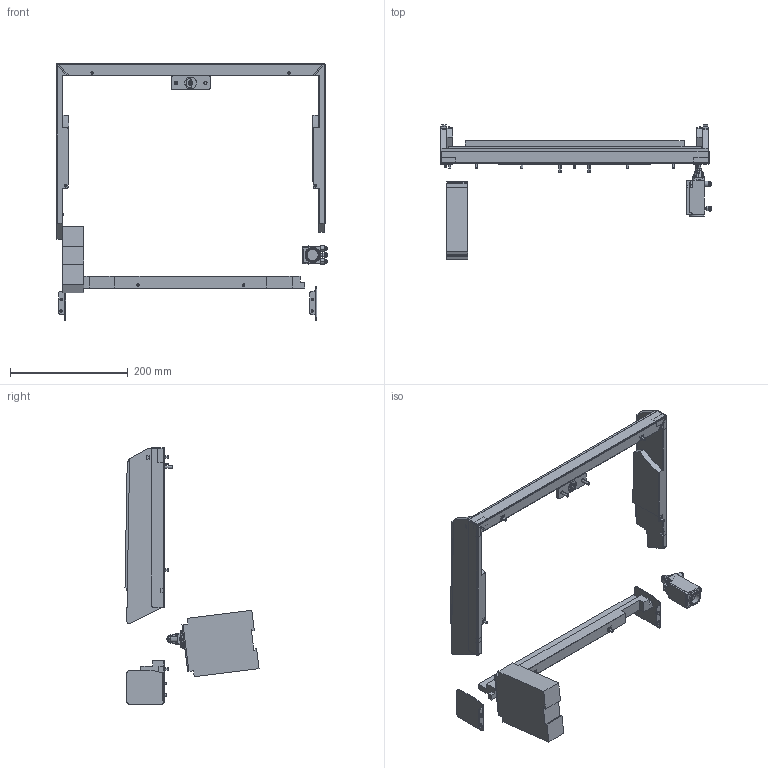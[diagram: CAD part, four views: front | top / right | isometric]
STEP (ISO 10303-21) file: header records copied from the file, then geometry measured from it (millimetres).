
FILE_DESCRIPTION (( 'STEP AP214' ), '1' );
FILE_NAME ('INGUN_113450.STEP', '2022-08-23T08:16:22', ( '' ), ( '' ), 'SwSTEP 2.0', 'SolidWorks 2018', '' );
FILE_SCHEMA (( 'AUTOMOTIVE_DESIGN' ));
Length unit declared in the file: millimetre
Products named in the file (22): 113405~1_S; DIN7991~n_M05,0x020; ISO7380~n_M04,0x008; 113863~1_S; DIN912~n_M04,0x008; 113896~4_S; DIN934~n_M04,0; 32739~0_S; ASR~-a-s-r_拱06,2x07x拌10; 113549~0_S; ISO7380~n_M04,0x006; 113451~0_S; 114146~0; ISO7380~n_M04,0x035; 112764~1_S; 113852~1_S; DIN6325~n_02,0m6x010; ISO7380~n_M04,0x010; 113855~1_S; 113452~0_S; INGUN_113450; DIN125~n_04,3 M04,0
Assembly tree (38 placements, depth 3):
  INGUN_113450
    113863~1_S
      112764~1_S
      113452~0_S  x2
      113451~0_S
      113852~1_S
      113855~1_S
      ISO7380~n_M04,0x008  x6
      114146~0
    113405~1_S
    113549~0_S
    32739~0_S
    113896~4_S  x2
    ASR~-a-s-r_拱06,2x07x拌10  x2
    DIN7991~n_M05,0x020  x2
    ISO7380~n_M04,0x035  x2
    ISO7380~n_M04,0x010
    ISO7380~n_M04,0x006  x4
    DIN934~n_M04,0  x3
    DIN912~n_M04,0x008
    DIN6325~n_02,0m6x010
    DIN125~n_04,3 M04,0  x3
Bounding box: 461.6 x 228.06 x 437 mm (x, y, z)
Volume: 1414570.8 mm3; surface area: 362407.2 mm2
Topology: 46 solids, 46 shells, 1301 faces, 3240 edges, 2090 vertices
Faces by surface type: plane 574, cylinder 571, cone 106, torus 34, bspline 12, sphere 4
Entity records: 38453 total; most frequent: CARTESIAN_POINT 10506, DIRECTION 4730, ORIENTED_EDGE 4602, EDGE_CURVE 2301, AXIS2_PLACEMENT_3D 1675, VERTEX_POINT 1478, VECTOR 1380, LINE 1380
